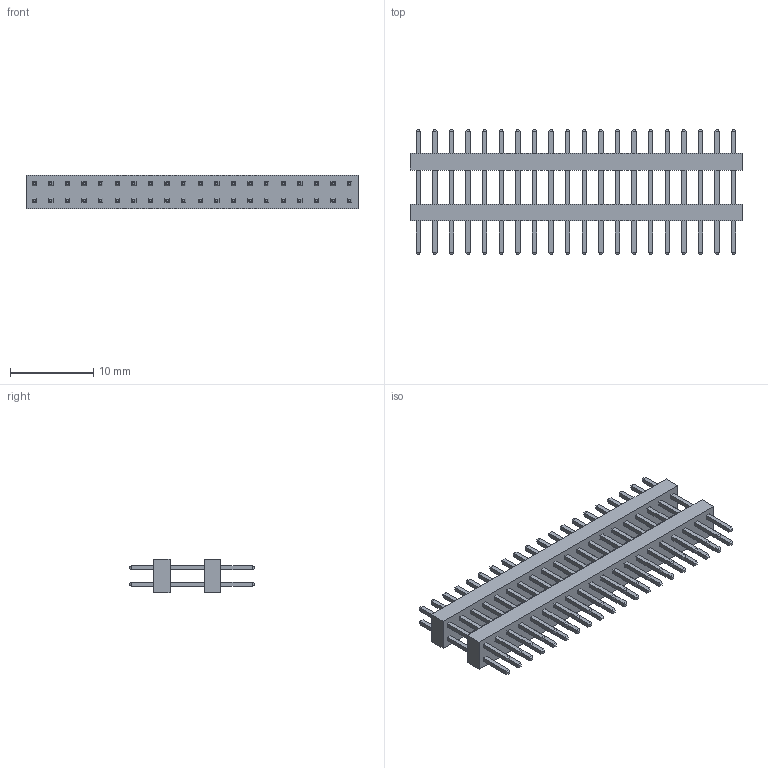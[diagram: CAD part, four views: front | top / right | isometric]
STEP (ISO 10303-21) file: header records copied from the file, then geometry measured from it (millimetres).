
FILE_DESCRIPTION(/* description */ ('STEP AP214'),/* implementation_level */ '2;1');
FILE_NAME(/* name */ 'TW-20-05-G-D-320-160',/* time_stamp */ '2022-11-22T20:27:38+01:00',/* author */ ('License CC BY-ND 4.0'),/* organization */ ('CADENAS'),/* preprocessor_version */ 'ST-DEVELOPER v18.102',/* originating_system */ 'PARTsolutions',/* authorisation */ ' ');
FILE_SCHEMA (('AUTOMOTIVE_DESIGN {1 0 10303 214 3 1 1}'));
Length unit declared in the file: inch
Products named in the file (4): TW-20-05-G-D-320-160; TB2TW-20-05-G-D-320-160; BB1TW-20-05-G-D-320-160; P3TW-20-05-G-D-320-160
Assembly tree (3 placements, depth 2):
  TW-20-05-G-D-320-160
    TB2TW-20-05-G-D-320-160
    BB1TW-20-05-G-D-320-160
    P3TW-20-05-G-D-320-160
Bounding box: 40 x 15.09 x 4 mm (x, y, z)
Volume: 777.3 mm3; surface area: 2707.2 mm2
Topology: 3 solids, 3 shells, 1050 faces, 2596 edges, 1624 vertices
Faces by surface type: plane 1050
Entity records: 30404 total; most frequent: CARTESIAN_POINT 5274, ORIENTED_EDGE 5192, DIRECTION 4704, EDGE_CURVE 2596, LINE 2596, VECTOR 2596, VERTEX_POINT 1624, EDGE_LOOP 1282
